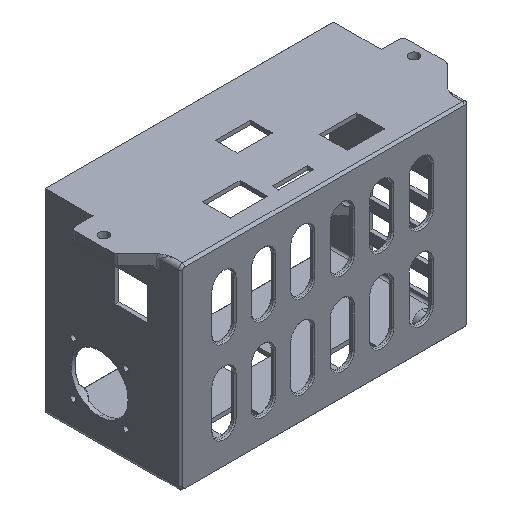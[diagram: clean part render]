
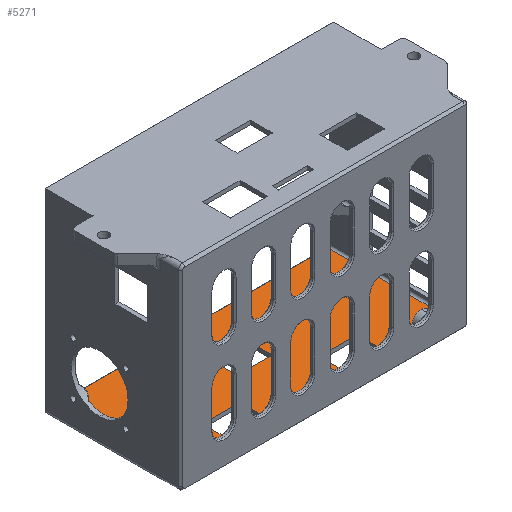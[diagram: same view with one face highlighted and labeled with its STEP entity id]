
A CAD part, isometric view. The second image highlights one B-rep face of the part: STEP entity #5271.
In plain terms, the highlighted planar face has unit normal (0, 0, 1).
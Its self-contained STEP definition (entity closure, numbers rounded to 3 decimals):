
#111 = EDGE_CURVE ( 'NONE', #4234, #5526, #6334, .T. ) ;
#180 = LINE ( 'NONE', #8525, #2311 ) ;
#253 = DIRECTION ( 'NONE',  ( 0., 1., 0. ) ) ;
#337 = VECTOR ( 'NONE', #9681, 1000. ) ;
#359 = VERTEX_POINT ( 'NONE', #8372 ) ;
#435 = VECTOR ( 'NONE', #7341, 1000. ) ;
#458 = CARTESIAN_POINT ( 'NONE',  ( 64., 59.8, -43. ) ) ;
#502 = EDGE_LOOP ( 'NONE', ( #8836, #7488, #2631, #793 ) ) ;
#723 = EDGE_CURVE ( 'NONE', #5526, #1320, #180, .T. ) ;
#743 = LINE ( 'NONE', #10779, #10897 ) ;
#793 = ORIENTED_EDGE ( 'NONE', *, *, #7292, .T. ) ;
#939 = DIRECTION ( 'NONE',  ( 0., 1., 0. ) ) ;
#989 = EDGE_CURVE ( 'NONE', #8845, #10812, #7045, .T. ) ;
#1004 = CARTESIAN_POINT ( 'NONE',  ( 18.2, 60., -43. ) ) ;
#1051 = ORIENTED_EDGE ( 'NONE', *, *, #6550, .F. ) ;
#1054 = LINE ( 'NONE', #12115, #435 ) ;
#1112 = CARTESIAN_POINT ( 'NONE',  ( 8., 30., -43. ) ) ;
#1256 = EDGE_LOOP ( 'NONE', ( #6795, #4544, #3962, #9017 ) ) ;
#1275 = VERTEX_POINT ( 'NONE', #10919 ) ;
#1320 = VERTEX_POINT ( 'NONE', #5236 ) ;
#1782 = EDGE_CURVE ( 'NONE', #12182, #8845, #9739, .T. ) ;
#1800 = CARTESIAN_POINT ( 'NONE',  ( 64., 18.5, -43. ) ) ;
#1807 = CARTESIAN_POINT ( 'NONE',  ( 64., 40., -43. ) ) ;
#1909 = FACE_BOUND ( 'NONE', #502, .T. ) ;
#2046 = ORIENTED_EDGE ( 'NONE', *, *, #10669, .T. ) ;
#2152 = DIRECTION ( 'NONE',  ( 1., 0., 0. ) ) ;
#2194 = CARTESIAN_POINT ( 'NONE',  ( 64., 60., -43. ) ) ;
#2237 = VECTOR ( 'NONE', #10389, 1000. ) ;
#2311 = VECTOR ( 'NONE', #939, 1000. ) ;
#2323 = VECTOR ( 'NONE', #9310, 1000. ) ;
#2631 = ORIENTED_EDGE ( 'NONE', *, *, #7868, .T. ) ;
#2659 = CARTESIAN_POINT ( 'NONE',  ( -18.2, 18.5, -43. ) ) ;
#3223 = CARTESIAN_POINT ( 'NONE',  ( 18.2, 6., -43. ) ) ;
#3318 = CARTESIAN_POINT ( 'NONE',  ( -8., 30., -43. ) ) ;
#3473 = DIRECTION ( 'NONE',  ( 0., 1., 0. ) ) ;
#3512 = CARTESIAN_POINT ( 'NONE',  ( -18.2, 60., -43. ) ) ;
#3556 = VECTOR ( 'NONE', #6493, 1000. ) ;
#3808 = VECTOR ( 'NONE', #3935, 1000. ) ;
#3901 = CARTESIAN_POINT ( 'NONE',  ( -18.2, 6., -43. ) ) ;
#3935 = DIRECTION ( 'NONE',  ( -1., 0., 0. ) ) ;
#3962 = ORIENTED_EDGE ( 'NONE', *, *, #4081, .T. ) ;
#4081 = EDGE_CURVE ( 'NONE', #8549, #359, #9994, .T. ) ;
#4128 = FACE_BOUND ( 'NONE', #11898, .T. ) ;
#4206 = ORIENTED_EDGE ( 'NONE', *, *, #1782, .F. ) ;
#4234 = VERTEX_POINT ( 'NONE', #3901 ) ;
#4368 = DIRECTION ( 'NONE',  ( -1., 0., 0. ) ) ;
#4495 = VERTEX_POINT ( 'NONE', #11883 ) ;
#4544 = ORIENTED_EDGE ( 'NONE', *, *, #6159, .T. ) ;
#4588 = EDGE_CURVE ( 'NONE', #1275, #7219, #11941, .T. ) ;
#4714 = VECTOR ( 'NONE', #11850, 1000. ) ;
#4843 = LINE ( 'NONE', #3512, #2323 ) ;
#4886 = ORIENTED_EDGE ( 'NONE', *, *, #989, .F. ) ;
#4914 = LINE ( 'NONE', #11972, #12293 ) ;
#4935 = LINE ( 'NONE', #8741, #10917 ) ;
#4974 = VECTOR ( 'NONE', #12176, 1000. ) ;
#5146 = CARTESIAN_POINT ( 'NONE',  ( 64., 6., -43. ) ) ;
#5236 = CARTESIAN_POINT ( 'NONE',  ( -35.2, 18.5, -43. ) ) ;
#5271 = ADVANCED_FACE ( 'NONE', ( #4128, #12096, #1909, #7720 ), #7872, .T. ) ;
#5314 = VERTEX_POINT ( 'NONE', #10783 ) ;
#5526 = VERTEX_POINT ( 'NONE', #9031 ) ;
#5531 = VERTEX_POINT ( 'NONE', #3318 ) ;
#5553 = VERTEX_POINT ( 'NONE', #7053 ) ;
#5602 = ORIENTED_EDGE ( 'NONE', *, *, #10159, .T. ) ;
#5655 = EDGE_CURVE ( 'NONE', #10812, #5553, #9057, .T. ) ;
#5758 = VERTEX_POINT ( 'NONE', #2659 ) ;
#5918 = CARTESIAN_POINT ( 'NONE',  ( 18.2, 18.5, -43. ) ) ;
#6159 = EDGE_CURVE ( 'NONE', #4495, #8549, #6352, .T. ) ;
#6272 = CARTESIAN_POINT ( 'NONE',  ( 35.2, 60., -43. ) ) ;
#6334 = LINE ( 'NONE', #11589, #3808 ) ;
#6352 = LINE ( 'NONE', #458, #6658 ) ;
#6479 = CARTESIAN_POINT ( 'NONE',  ( -63., 0., -43. ) ) ;
#6493 = DIRECTION ( 'NONE',  ( 1., 0., 0. ) ) ;
#6497 = CARTESIAN_POINT ( 'NONE',  ( 8., 60., -43. ) ) ;
#6550 = EDGE_CURVE ( 'NONE', #5553, #12182, #7710, .T. ) ;
#6658 = VECTOR ( 'NONE', #4368, 1000. ) ;
#6795 = ORIENTED_EDGE ( 'NONE', *, *, #9404, .T. ) ;
#6871 = VERTEX_POINT ( 'NONE', #1112 ) ;
#7045 = LINE ( 'NONE', #1004, #337 ) ;
#7053 = CARTESIAN_POINT ( 'NONE',  ( 35.2, 6., -43. ) ) ;
#7191 = CARTESIAN_POINT ( 'NONE',  ( 64., 18.5, -43. ) ) ;
#7219 = VERTEX_POINT ( 'NONE', #11066 ) ;
#7273 = DIRECTION ( 'NONE',  ( 0., 1., 0. ) ) ;
#7292 = EDGE_CURVE ( 'NONE', #5758, #4234, #4843, .T. ) ;
#7341 = DIRECTION ( 'NONE',  ( -1., 0., 0. ) ) ;
#7398 = ORIENTED_EDGE ( 'NONE', *, *, #5655, .F. ) ;
#7488 = ORIENTED_EDGE ( 'NONE', *, *, #723, .T. ) ;
#7710 = LINE ( 'NONE', #6272, #9654 ) ;
#7720 = FACE_BOUND ( 'NONE', #12037, .T. ) ;
#7868 = EDGE_CURVE ( 'NONE', #1320, #5758, #10657, .T. ) ;
#7872 = PLANE ( 'NONE',  #11136 ) ;
#7914 = LINE ( 'NONE', #6497, #2237 ) ;
#7916 = DIRECTION ( 'NONE',  ( 0., 0., 1. ) ) ;
#8240 = CARTESIAN_POINT ( 'NONE',  ( 35.2, 18.5, -43. ) ) ;
#8372 = CARTESIAN_POINT ( 'NONE',  ( -63., 1., -43. ) ) ;
#8525 = CARTESIAN_POINT ( 'NONE',  ( -35.2, 60., -43. ) ) ;
#8549 = VERTEX_POINT ( 'NONE', #9302 ) ;
#8741 = CARTESIAN_POINT ( 'NONE',  ( 63., 60., -43. ) ) ;
#8836 = ORIENTED_EDGE ( 'NONE', *, *, #111, .T. ) ;
#8845 = VERTEX_POINT ( 'NONE', #5918 ) ;
#9017 = ORIENTED_EDGE ( 'NONE', *, *, #11229, .T. ) ;
#9031 = CARTESIAN_POINT ( 'NONE',  ( -35.2, 6., -43. ) ) ;
#9057 = LINE ( 'NONE', #5146, #4714 ) ;
#9122 = DIRECTION ( 'NONE',  ( -1., 0., 0. ) ) ;
#9302 = CARTESIAN_POINT ( 'NONE',  ( -63., 59.8, -43. ) ) ;
#9310 = DIRECTION ( 'NONE',  ( 0., -1., 0. ) ) ;
#9404 = EDGE_CURVE ( 'NONE', #5314, #4495, #4935, .T. ) ;
#9644 = ORIENTED_EDGE ( 'NONE', *, *, #11408, .T. ) ;
#9654 = VECTOR ( 'NONE', #7273, 1000. ) ;
#9681 = DIRECTION ( 'NONE',  ( 0., -1., 0. ) ) ;
#9739 = LINE ( 'NONE', #7191, #10330 ) ;
#9947 = DIRECTION ( 'NONE',  ( 1., 0., 0. ) ) ;
#9994 = LINE ( 'NONE', #6479, #11964 ) ;
#10159 = EDGE_CURVE ( 'NONE', #7219, #6871, #7914, .T. ) ;
#10323 = DIRECTION ( 'NONE',  ( 0., -1., 0. ) ) ;
#10330 = VECTOR ( 'NONE', #9122, 1000. ) ;
#10389 = DIRECTION ( 'NONE',  ( 0., -1., 0. ) ) ;
#10657 = LINE ( 'NONE', #1800, #4974 ) ;
#10669 = EDGE_CURVE ( 'NONE', #6871, #5531, #1054, .T. ) ;
#10779 = CARTESIAN_POINT ( 'NONE',  ( 64., 1., -43. ) ) ;
#10783 = CARTESIAN_POINT ( 'NONE',  ( 63., 1., -43. ) ) ;
#10812 = VERTEX_POINT ( 'NONE', #3223 ) ;
#10897 = VECTOR ( 'NONE', #9947, 1000. ) ;
#10917 = VECTOR ( 'NONE', #253, 1000. ) ;
#10919 = CARTESIAN_POINT ( 'NONE',  ( -8., 40., -43. ) ) ;
#11066 = CARTESIAN_POINT ( 'NONE',  ( 8., 40., -43. ) ) ;
#11136 = AXIS2_PLACEMENT_3D ( 'NONE', #2194, #7916, #2152 ) ;
#11229 = EDGE_CURVE ( 'NONE', #359, #5314, #743, .T. ) ;
#11408 = EDGE_CURVE ( 'NONE', #5531, #1275, #4914, .T. ) ;
#11589 = CARTESIAN_POINT ( 'NONE',  ( 64., 6., -43. ) ) ;
#11850 = DIRECTION ( 'NONE',  ( 1., 0., 0. ) ) ;
#11883 = CARTESIAN_POINT ( 'NONE',  ( 63., 59.8, -43. ) ) ;
#11898 = EDGE_LOOP ( 'NONE', ( #1051, #7398, #4886, #4206 ) ) ;
#11941 = LINE ( 'NONE', #1807, #3556 ) ;
#11954 = ORIENTED_EDGE ( 'NONE', *, *, #4588, .T. ) ;
#11964 = VECTOR ( 'NONE', #10323, 1000. ) ;
#11972 = CARTESIAN_POINT ( 'NONE',  ( -8., 60., -43. ) ) ;
#12037 = EDGE_LOOP ( 'NONE', ( #2046, #9644, #11954, #5602 ) ) ;
#12096 = FACE_OUTER_BOUND ( 'NONE', #1256, .T. ) ;
#12115 = CARTESIAN_POINT ( 'NONE',  ( 64., 30., -43. ) ) ;
#12176 = DIRECTION ( 'NONE',  ( 1., 0., 0. ) ) ;
#12182 = VERTEX_POINT ( 'NONE', #8240 ) ;
#12293 = VECTOR ( 'NONE', #3473, 1000. ) ;
